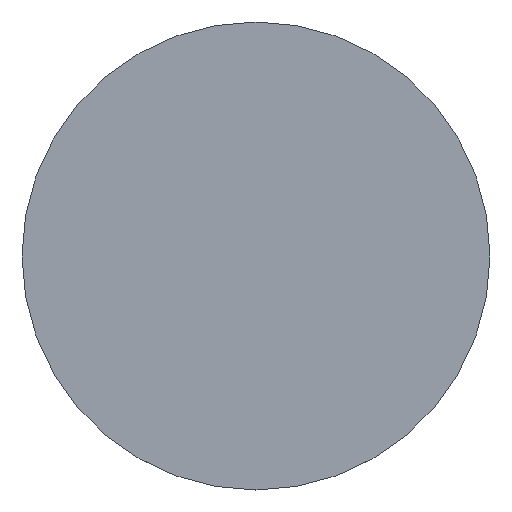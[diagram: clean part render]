
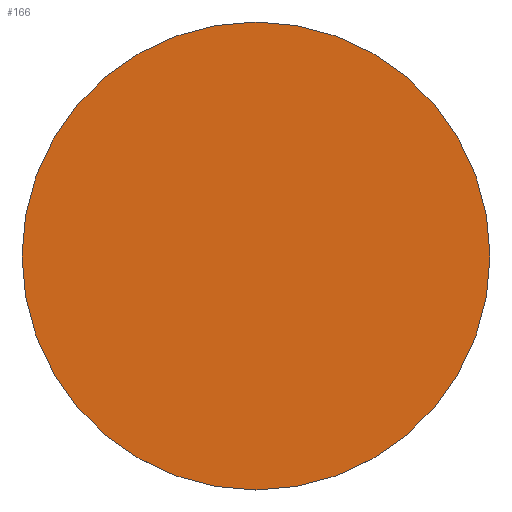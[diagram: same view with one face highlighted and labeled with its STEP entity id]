
A CAD part, top view. The second image highlights one B-rep face of the part: STEP entity #166.
In plain terms, the highlighted planar face has unit normal (0, 0, 1).
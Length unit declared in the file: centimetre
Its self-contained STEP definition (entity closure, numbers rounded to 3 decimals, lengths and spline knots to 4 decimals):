
#44=FACE_OUTER_BOUND('',#55,.T.);
#55=EDGE_LOOP('',(#119));
#67=CIRCLE('',#182,95.);
#83=VERTEX_POINT('',#278);
#97=EDGE_CURVE('',#83,#83,#67,.T.);
#119=ORIENTED_EDGE('',*,*,#97,.T.);
#163=PLANE('',#181);
#166=ADVANCED_FACE('',(#44),#163,.T.);
#181=AXIS2_PLACEMENT_3D('',#277,#213,#214);
#182=AXIS2_PLACEMENT_3D('',#279,#215,#216);
#213=DIRECTION('center_axis',(0.,0.,1.));
#214=DIRECTION('ref_axis',(1.,0.,0.));
#215=DIRECTION('center_axis',(0.,0.,1.));
#216=DIRECTION('ref_axis',(1.,0.,0.));
#277=CARTESIAN_POINT('Origin',(349.2975,0.,41.9765));
#278=CARTESIAN_POINT('',(444.2975,0.,41.9765));
#279=CARTESIAN_POINT('Origin',(349.2975,0.,41.9765));
